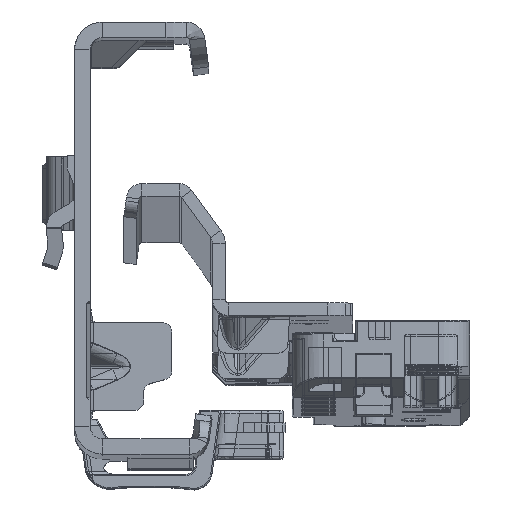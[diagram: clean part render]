
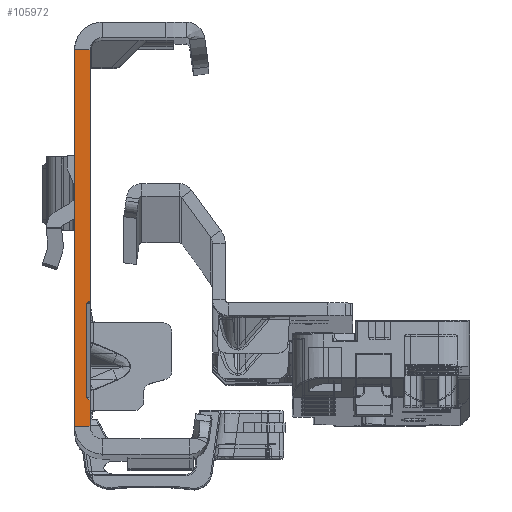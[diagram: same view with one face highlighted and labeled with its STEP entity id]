
A CAD part, top view. The second image highlights one B-rep face of the part: STEP entity #105972.
In plain terms, the highlighted planar face has unit normal (0, 0, 1).
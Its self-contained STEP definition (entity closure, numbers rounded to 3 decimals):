
#212 = VERTEX_POINT ( 'NONE', #80542 ) ;
#6574 = CARTESIAN_POINT ( 'NONE',  ( -2.45, -30., 0. ) ) ;
#7764 = ORIENTED_EDGE ( 'NONE', *, *, #73898, .T. ) ;
#8693 = ORIENTED_EDGE ( 'NONE', *, *, #12743, .F. ) ;
#9530 = DIRECTION ( 'NONE',  ( 0., -1., 0. ) ) ;
#10556 = DIRECTION ( 'NONE',  ( 0., -1., 0. ) ) ;
#12649 = LINE ( 'NONE', #52964, #34688 ) ;
#12743 = EDGE_CURVE ( 'NONE', #60891, #212, #30346, .T. ) ;
#14769 = ORIENTED_EDGE ( 'NONE', *, *, #55432, .F. ) ;
#18766 = DIRECTION ( 'NONE',  ( 0., -1., 0. ) ) ;
#19544 = EDGE_CURVE ( 'NONE', #69643, #48627, #21899, .T. ) ;
#20787 = ORIENTED_EDGE ( 'NONE', *, *, #58110, .F. ) ;
#21899 = LINE ( 'NONE', #101876, #42180 ) ;
#27860 = VERTEX_POINT ( 'NONE', #6574 ) ;
#28532 = CARTESIAN_POINT ( 'NONE',  ( -0.536, -9.85, 0. ) ) ;
#29808 = LINE ( 'NONE', #88959, #97757 ) ;
#30346 = LINE ( 'NONE', #40114, #75672 ) ;
#32595 = CARTESIAN_POINT ( 'NONE',  ( 0., 30., 0. ) ) ;
#34582 = CARTESIAN_POINT ( 'NONE',  ( -0.536, -25.45, 0. ) ) ;
#34688 = VECTOR ( 'NONE', #62733, 1000. ) ;
#35325 = VECTOR ( 'NONE', #18766, 1000. ) ;
#40114 = CARTESIAN_POINT ( 'NONE',  ( 0., -32., 0. ) ) ;
#40150 = LINE ( 'NONE', #79799, #84101 ) ;
#40484 = VECTOR ( 'NONE', #10556, 1000. ) ;
#42180 = VECTOR ( 'NONE', #62255, 1000. ) ;
#42645 = DIRECTION ( 'NONE',  ( 0., 0., 1. ) ) ;
#48627 = VERTEX_POINT ( 'NONE', #80009 ) ;
#50049 = EDGE_CURVE ( 'NONE', #103560, #48627, #111058, .T. ) ;
#52964 = CARTESIAN_POINT ( 'NONE',  ( 0.082, -26.047, 0. ) ) ;
#53675 = CARTESIAN_POINT ( 'NONE',  ( -2.45, -32., 0. ) ) ;
#54035 = ORIENTED_EDGE ( 'NONE', *, *, #93478, .T. ) ;
#55432 = EDGE_CURVE ( 'NONE', #103560, #111213, #117585, .T. ) ;
#56715 = ORIENTED_EDGE ( 'NONE', *, *, #19544, .F. ) ;
#58110 = EDGE_CURVE ( 'NONE', #212, #27860, #29808, .T. ) ;
#60891 = VERTEX_POINT ( 'NONE', #118980 ) ;
#62255 = DIRECTION ( 'NONE',  ( 0., -1., 0. ) ) ;
#62733 = DIRECTION ( 'NONE',  ( -0.719, 0.695, 0. ) ) ;
#63187 = CARTESIAN_POINT ( 'NONE',  ( -0.536, -10.45, 0. ) ) ;
#66697 = AXIS2_PLACEMENT_3D ( 'NONE', #53675, #42645, #93957 ) ;
#67266 = CARTESIAN_POINT ( 'NONE',  ( -2.45, 30., 0. ) ) ;
#69494 = DIRECTION ( 'NONE',  ( -1., 0., 0. ) ) ;
#69643 = VERTEX_POINT ( 'NONE', #32595 ) ;
#71416 = EDGE_CURVE ( 'NONE', #112951, #27860, #110664, .T. ) ;
#73898 = EDGE_CURVE ( 'NONE', #60891, #111213, #12649, .T. ) ;
#75672 = VECTOR ( 'NONE', #9530, 1000. ) ;
#79799 = CARTESIAN_POINT ( 'NONE',  ( 0., 30., 0. ) ) ;
#80009 = CARTESIAN_POINT ( 'NONE',  ( 0., -9.932, 0. ) ) ;
#80542 = CARTESIAN_POINT ( 'NONE',  ( 0., -30., 0. ) ) ;
#83509 = VECTOR ( 'NONE', #122717, 1000. ) ;
#84101 = VECTOR ( 'NONE', #119446, 1000. ) ;
#88959 = CARTESIAN_POINT ( 'NONE',  ( 0., -30., 0. ) ) ;
#92159 = CARTESIAN_POINT ( 'NONE',  ( -0.259, -10.182, 0. ) ) ;
#92652 = FACE_OUTER_BOUND ( 'NONE', #124755, .T. ) ;
#93478 = EDGE_CURVE ( 'NONE', #69643, #112951, #40150, .T. ) ;
#93957 = DIRECTION ( 'NONE',  ( 1., 0., 0. ) ) ;
#97757 = VECTOR ( 'NONE', #69494, 1000. ) ;
#100276 = CARTESIAN_POINT ( 'NONE',  ( -2.45, -32., 0. ) ) ;
#101876 = CARTESIAN_POINT ( 'NONE',  ( 0., -32., 0. ) ) ;
#103560 = VERTEX_POINT ( 'NONE', #63187 ) ;
#103717 = ORIENTED_EDGE ( 'NONE', *, *, #50049, .T. ) ;
#105972 = ADVANCED_FACE ( 'NONE', ( #92652 ), #121944, .T. ) ;
#110664 = LINE ( 'NONE', #100276, #40484 ) ;
#111058 = LINE ( 'NONE', #92159, #83509 ) ;
#111213 = VERTEX_POINT ( 'NONE', #34582 ) ;
#112951 = VERTEX_POINT ( 'NONE', #67266 ) ;
#117585 = LINE ( 'NONE', #28532, #35325 ) ;
#118980 = CARTESIAN_POINT ( 'NONE',  ( 0., -25.968, 0. ) ) ;
#119395 = ORIENTED_EDGE ( 'NONE', *, *, #71416, .T. ) ;
#119446 = DIRECTION ( 'NONE',  ( -1., 0., 0. ) ) ;
#121944 = PLANE ( 'NONE',  #66697 ) ;
#122717 = DIRECTION ( 'NONE',  ( 0.719, 0.695, 0. ) ) ;
#124755 = EDGE_LOOP ( 'NONE', ( #14769, #103717, #56715, #54035, #119395, #20787, #8693, #7764 ) ) ;
